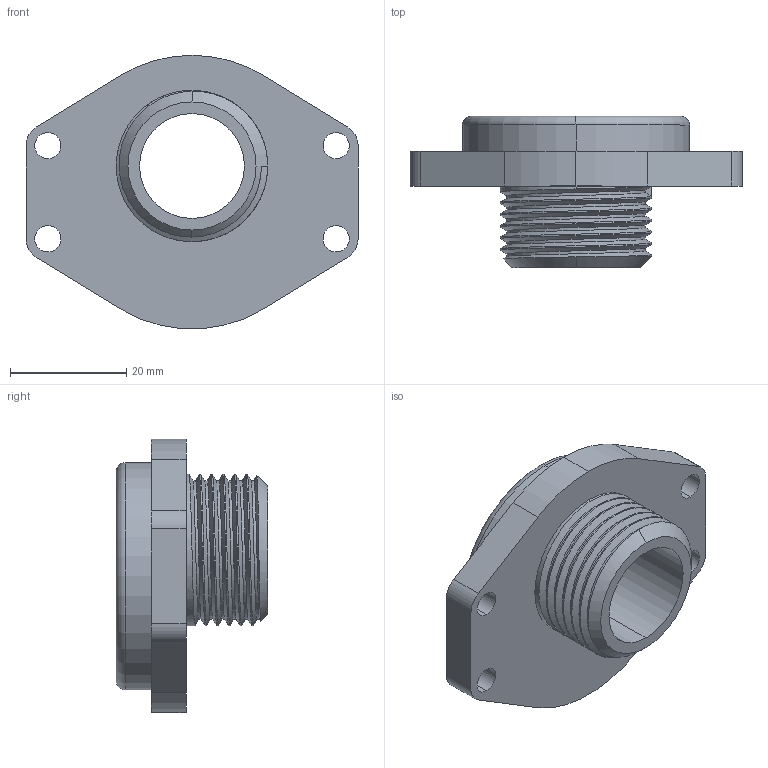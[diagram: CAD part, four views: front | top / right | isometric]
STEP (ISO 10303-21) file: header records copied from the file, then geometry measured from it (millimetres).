
FILE_DESCRIPTION (( 'STEP AP214' ), '1' );
FILE_NAME ('pièce station.STEP', '2021-08-25T13:06:50', ( '' ), ( '' ), 'SwSTEP 2.0', 'SolidWorks 2018', '' );
FILE_SCHEMA (( 'AUTOMOTIVE_DESIGN' ));
Length unit declared in the file: millimetre
Products named in the file (1): pièce station
Bounding box: 57 x 26 x 46.93 mm (x, y, z)
Volume: 15624.6 mm3; surface area: 8743.3 mm2
Topology: 1 solids, 1 shells, 55 faces, 144 edges, 93 vertices
Faces by surface type: cylinder 34, plane 12, torus 4, bspline 3, cone 2
Entity records: 2967 total; most frequent: CARTESIAN_POINT 1604, ORIENTED_EDGE 288, DIRECTION 274, EDGE_CURVE 144, AXIS2_PLACEMENT_3D 107, VERTEX_POINT 93, EDGE_LOOP 67, VECTOR 60
